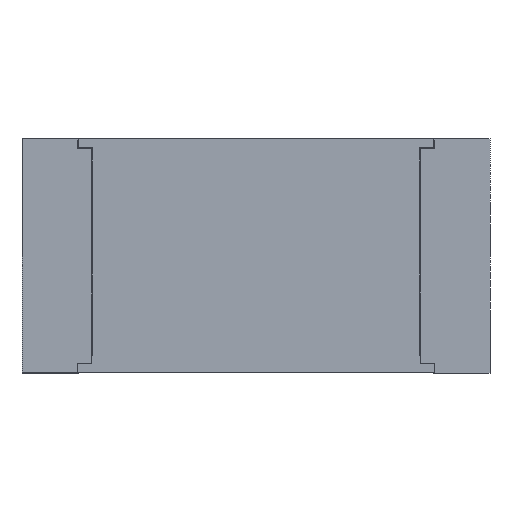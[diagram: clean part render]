
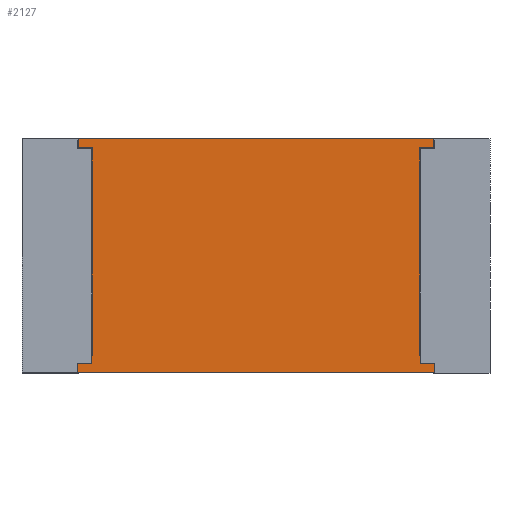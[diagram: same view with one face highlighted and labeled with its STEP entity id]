
A CAD part, front view. The second image highlights one B-rep face of the part: STEP entity #2127.
In plain terms, the highlighted planar face has unit normal (0, -1, 0).
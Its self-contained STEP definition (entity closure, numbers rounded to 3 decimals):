
#6 = FACE_OUTER_BOUND ( 'NONE', #283, .T. ) ;
#7 = ORIENTED_EDGE ( 'NONE', *, *, #12, .T. ) ;
#12 = EDGE_CURVE ( 'NONE', #1698, #127, #1527, .T. ) ;
#16 = VECTOR ( 'NONE', #940, 1000. ) ;
#71 = AXIS2_PLACEMENT_3D ( 'NONE', #1335, #2117, #3081 ) ;
#102 = LINE ( 'NONE', #2713, #1846 ) ;
#127 = VERTEX_POINT ( 'NONE', #3087 ) ;
#137 = VERTEX_POINT ( 'NONE', #1574 ) ;
#138 = LINE ( 'NONE', #220, #419 ) ;
#145 = CARTESIAN_POINT ( 'NONE',  ( 1.75, -0.27, 0.002 ) ) ;
#205 = VERTEX_POINT ( 'NONE', #145 ) ;
#207 = VECTOR ( 'NONE', #1963, 1000. ) ;
#216 = EDGE_CURVE ( 'NONE', #2709, #742, #1141, .T. ) ;
#217 = CARTESIAN_POINT ( 'NONE',  ( -1.75, -0.27, 0.002 ) ) ;
#220 = CARTESIAN_POINT ( 'NONE',  ( -1.9, -0.27, -1.245 ) ) ;
#225 = DIRECTION ( 'NONE',  ( 1., 0., -0.002 ) ) ;
#283 = EDGE_LOOP ( 'NONE', ( #1627, #1165, #847, #1655, #1254, #7, #1171, #478, #2024, #755, #2754, #1373, #2563, #3183, #795, #1902, #1631, #1321 ) ) ;
#313 = VECTOR ( 'NONE', #1192, 1000. ) ;
#330 = VERTEX_POINT ( 'NONE', #1542 ) ;
#347 = CARTESIAN_POINT ( 'NONE',  ( 1.9, -0.27, 1.255 ) ) ;
#388 = CARTESIAN_POINT ( 'NONE',  ( 1.9, -0.27, 1.155 ) ) ;
#419 = VECTOR ( 'NONE', #1681, 1000. ) ;
#446 = CARTESIAN_POINT ( 'NONE',  ( 1.9, -0.27, -1.255 ) ) ;
#465 = EDGE_CURVE ( 'NONE', #2751, #533, #1095, .T. ) ;
#478 = ORIENTED_EDGE ( 'NONE', *, *, #2827, .T. ) ;
#518 = LINE ( 'NONE', #698, #1424 ) ;
#533 = VERTEX_POINT ( 'NONE', #1079 ) ;
#605 = CARTESIAN_POINT ( 'NONE',  ( 1.902, -0.27, -1.151 ) ) ;
#648 = EDGE_CURVE ( 'NONE', #1294, #2709, #2331, .T. ) ;
#673 = CARTESIAN_POINT ( 'NONE',  ( -1.9, -0.27, 1.255 ) ) ;
#698 = CARTESIAN_POINT ( 'NONE',  ( -1.752, -0.27, -1.151 ) ) ;
#706 = CARTESIAN_POINT ( 'NONE',  ( -1.902, -0.27, -1.245 ) ) ;
#742 = VERTEX_POINT ( 'NONE', #2455 ) ;
#755 = ORIENTED_EDGE ( 'NONE', *, *, #648, .T. ) ;
#795 = ORIENTED_EDGE ( 'NONE', *, *, #465, .F. ) ;
#802 = VECTOR ( 'NONE', #2344, 1000. ) ;
#844 = EDGE_CURVE ( 'NONE', #2334, #1742, #138, .T. ) ;
#847 = ORIENTED_EDGE ( 'NONE', *, *, #2320, .T. ) ;
#853 = LINE ( 'NONE', #2285, #1348 ) ;
#878 = PLANE ( 'NONE',  #71 ) ;
#893 = DIRECTION ( 'NONE',  ( 1., 0., 0. ) ) ;
#916 = CARTESIAN_POINT ( 'NONE',  ( 1.9, -0.27, 1.155 ) ) ;
#940 = DIRECTION ( 'NONE',  ( -1., 0., 0. ) ) ;
#954 = CARTESIAN_POINT ( 'NONE',  ( -1.902, -0.27, -1.151 ) ) ;
#963 = LINE ( 'NONE', #3182, #313 ) ;
#977 = CARTESIAN_POINT ( 'NONE',  ( 1.902, -0.27, -1.25 ) ) ;
#985 = LINE ( 'NONE', #446, #2306 ) ;
#988 = CARTESIAN_POINT ( 'NONE',  ( 1.75, -0.27, 1.155 ) ) ;
#1003 = LINE ( 'NONE', #1108, #2398 ) ;
#1032 = DIRECTION ( 'NONE',  ( 0., 0., 1. ) ) ;
#1049 = EDGE_CURVE ( 'NONE', #2536, #1742, #102, .T. ) ;
#1053 = DIRECTION ( 'NONE',  ( 0., 0., 1. ) ) ;
#1058 = EDGE_CURVE ( 'NONE', #2576, #2843, #985, .T. ) ;
#1076 = CARTESIAN_POINT ( 'NONE',  ( 1.9, -0.27, -1.245 ) ) ;
#1077 = VECTOR ( 'NONE', #225, 1000. ) ;
#1078 = LINE ( 'NONE', #2586, #1191 ) ;
#1079 = CARTESIAN_POINT ( 'NONE',  ( -1.75, -0.27, 1.155 ) ) ;
#1082 = VECTOR ( 'NONE', #2682, 1000. ) ;
#1095 = LINE ( 'NONE', #2261, #1711 ) ;
#1108 = CARTESIAN_POINT ( 'NONE',  ( 1.9, -0.27, -1.245 ) ) ;
#1141 = LINE ( 'NONE', #347, #2375 ) ;
#1149 = EDGE_CURVE ( 'NONE', #2334, #137, #1604, .T. ) ;
#1155 = VECTOR ( 'NONE', #1421, 1000. ) ;
#1165 = ORIENTED_EDGE ( 'NONE', *, *, #1049, .F. ) ;
#1171 = ORIENTED_EDGE ( 'NONE', *, *, #1249, .T. ) ;
#1191 = VECTOR ( 'NONE', #2311, 1000. ) ;
#1192 = DIRECTION ( 'NONE',  ( 1., 0., 0. ) ) ;
#1249 = EDGE_CURVE ( 'NONE', #127, #2417, #1720, .T. ) ;
#1254 = ORIENTED_EDGE ( 'NONE', *, *, #2133, .F. ) ;
#1294 = VERTEX_POINT ( 'NONE', #3051 ) ;
#1321 = ORIENTED_EDGE ( 'NONE', *, *, #1149, .F. ) ;
#1328 = CARTESIAN_POINT ( 'NONE',  ( 1.902, -0.27, -1.245 ) ) ;
#1335 = CARTESIAN_POINT ( 'NONE',  ( 0., -0.27, 0. ) ) ;
#1348 = VECTOR ( 'NONE', #1573, 1000. ) ;
#1373 = ORIENTED_EDGE ( 'NONE', *, *, #2606, .T. ) ;
#1385 = DIRECTION ( 'NONE',  ( 0., 0., 1. ) ) ;
#1421 = DIRECTION ( 'NONE',  ( 0., 0., 1. ) ) ;
#1424 = VECTOR ( 'NONE', #1692, 1000. ) ;
#1464 = DIRECTION ( 'NONE',  ( 0., 0., 1. ) ) ;
#1527 = LINE ( 'NONE', #977, #207 ) ;
#1542 = CARTESIAN_POINT ( 'NONE',  ( -1.9, -0.27, 1.155 ) ) ;
#1573 = DIRECTION ( 'NONE',  ( -1., 0., 0. ) ) ;
#1574 = CARTESIAN_POINT ( 'NONE',  ( -1.902, -0.27, -1.151 ) ) ;
#1604 = LINE ( 'NONE', #2516, #2847 ) ;
#1627 = ORIENTED_EDGE ( 'NONE', *, *, #844, .T. ) ;
#1629 = LINE ( 'NONE', #2677, #16 ) ;
#1631 = ORIENTED_EDGE ( 'NONE', *, *, #3043, .F. ) ;
#1655 = ORIENTED_EDGE ( 'NONE', *, *, #1058, .T. ) ;
#1666 = VECTOR ( 'NONE', #893, 1000. ) ;
#1681 = DIRECTION ( 'NONE',  ( 1., 0., 0. ) ) ;
#1692 = DIRECTION ( 'NONE',  ( 0.002, 0., 1. ) ) ;
#1698 = VERTEX_POINT ( 'NONE', #1328 ) ;
#1711 = VECTOR ( 'NONE', #1032, 1000. ) ;
#1720 = LINE ( 'NONE', #605, #802 ) ;
#1742 = VERTEX_POINT ( 'NONE', #2624 ) ;
#1823 = EDGE_CURVE ( 'NONE', #533, #330, #1629, .T. ) ;
#1846 = VECTOR ( 'NONE', #1913, 1000. ) ;
#1902 = ORIENTED_EDGE ( 'NONE', *, *, #1938, .F. ) ;
#1913 = DIRECTION ( 'NONE',  ( 0., 0., 1. ) ) ;
#1927 = CARTESIAN_POINT ( 'NONE',  ( -1.752, -0.27, -1.151 ) ) ;
#1938 = EDGE_CURVE ( 'NONE', #2247, #2751, #518, .T. ) ;
#1963 = DIRECTION ( 'NONE',  ( 0., 0., 1. ) ) ;
#2024 = ORIENTED_EDGE ( 'NONE', *, *, #2761, .T. ) ;
#2117 = DIRECTION ( 'NONE',  ( 0., -1., 0. ) ) ;
#2127 = ADVANCED_FACE ( 'NONE', ( #6 ), #878, .T. ) ;
#2130 = LINE ( 'NONE', #954, #1077 ) ;
#2133 = EDGE_CURVE ( 'NONE', #1698, #2843, #1003, .T. ) ;
#2247 = VERTEX_POINT ( 'NONE', #1927 ) ;
#2261 = CARTESIAN_POINT ( 'NONE',  ( -1.75, -0.27, 1.155 ) ) ;
#2285 = CARTESIAN_POINT ( 'NONE',  ( -2.5, -0.27, 1.25 ) ) ;
#2306 = VECTOR ( 'NONE', #1464, 1000. ) ;
#2311 = DIRECTION ( 'NONE',  ( -0.002, 0., 1. ) ) ;
#2320 = EDGE_CURVE ( 'NONE', #2536, #2576, #963, .T. ) ;
#2331 = LINE ( 'NONE', #916, #1666 ) ;
#2334 = VERTEX_POINT ( 'NONE', #706 ) ;
#2344 = DIRECTION ( 'NONE',  ( -1., 0., -0.002 ) ) ;
#2375 = VECTOR ( 'NONE', #1385, 1000. ) ;
#2398 = VECTOR ( 'NONE', #2845, 1000. ) ;
#2417 = VERTEX_POINT ( 'NONE', #3168 ) ;
#2455 = CARTESIAN_POINT ( 'NONE',  ( 1.9, -0.27, 1.25 ) ) ;
#2516 = CARTESIAN_POINT ( 'NONE',  ( -1.902, -0.27, -1.25 ) ) ;
#2536 = VERTEX_POINT ( 'NONE', #2780 ) ;
#2563 = ORIENTED_EDGE ( 'NONE', *, *, #2980, .F. ) ;
#2576 = VERTEX_POINT ( 'NONE', #3024 ) ;
#2586 = CARTESIAN_POINT ( 'NONE',  ( 1.752, -0.27, -1.151 ) ) ;
#2606 = EDGE_CURVE ( 'NONE', #742, #3185, #853, .T. ) ;
#2624 = CARTESIAN_POINT ( 'NONE',  ( -1.9, -0.27, -1.245 ) ) ;
#2629 = LINE ( 'NONE', #673, #1155 ) ;
#2677 = CARTESIAN_POINT ( 'NONE',  ( -1.9, -0.27, 1.155 ) ) ;
#2682 = DIRECTION ( 'NONE',  ( 0., 0., 1. ) ) ;
#2709 = VERTEX_POINT ( 'NONE', #388 ) ;
#2713 = CARTESIAN_POINT ( 'NONE',  ( -1.9, -0.27, -1.255 ) ) ;
#2751 = VERTEX_POINT ( 'NONE', #217 ) ;
#2754 = ORIENTED_EDGE ( 'NONE', *, *, #216, .T. ) ;
#2761 = EDGE_CURVE ( 'NONE', #205, #1294, #3091, .T. ) ;
#2780 = CARTESIAN_POINT ( 'NONE',  ( -1.9, -0.27, -1.25 ) ) ;
#2827 = EDGE_CURVE ( 'NONE', #2417, #205, #1078, .T. ) ;
#2843 = VERTEX_POINT ( 'NONE', #1076 ) ;
#2845 = DIRECTION ( 'NONE',  ( -1., 0., 0. ) ) ;
#2847 = VECTOR ( 'NONE', #1053, 1000. ) ;
#2980 = EDGE_CURVE ( 'NONE', #330, #3185, #2629, .T. ) ;
#3014 = CARTESIAN_POINT ( 'NONE',  ( -1.9, -0.27, 1.25 ) ) ;
#3024 = CARTESIAN_POINT ( 'NONE',  ( 1.9, -0.27, -1.25 ) ) ;
#3043 = EDGE_CURVE ( 'NONE', #137, #2247, #2130, .T. ) ;
#3051 = CARTESIAN_POINT ( 'NONE',  ( 1.75, -0.27, 1.155 ) ) ;
#3081 = DIRECTION ( 'NONE',  ( 0., 0., -1. ) ) ;
#3087 = CARTESIAN_POINT ( 'NONE',  ( 1.902, -0.27, -1.151 ) ) ;
#3091 = LINE ( 'NONE', #988, #1082 ) ;
#3168 = CARTESIAN_POINT ( 'NONE',  ( 1.752, -0.27, -1.151 ) ) ;
#3182 = CARTESIAN_POINT ( 'NONE',  ( 0., -0.27, -1.25 ) ) ;
#3183 = ORIENTED_EDGE ( 'NONE', *, *, #1823, .F. ) ;
#3185 = VERTEX_POINT ( 'NONE', #3014 ) ;
